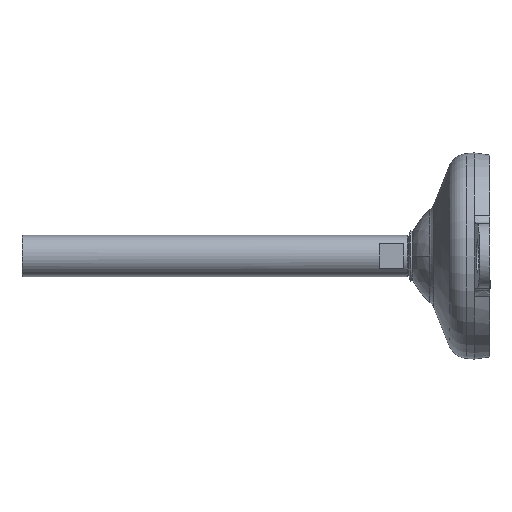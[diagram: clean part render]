
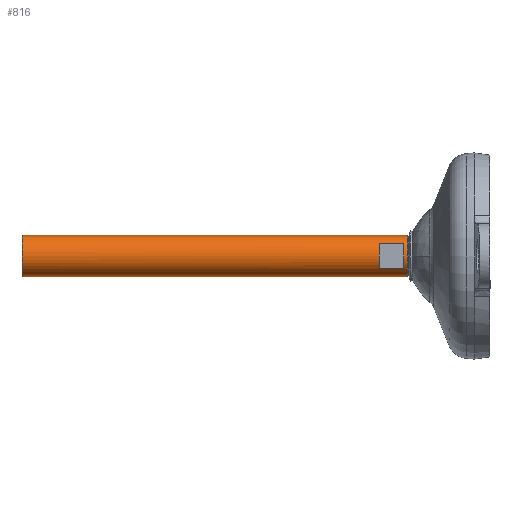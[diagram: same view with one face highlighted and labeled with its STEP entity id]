
A CAD part, left-side view. The second image highlights one B-rep face of the part: STEP entity #816.
In plain terms, the highlighted cylindrical face has radius 8 mm (diameter 16 mm), a partial arc.
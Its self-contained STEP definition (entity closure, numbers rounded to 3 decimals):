
#10 = EDGE_CURVE ( 'NONE', #667, #703, #1565, .T. ) ;
#15 = DIRECTION ( 'NONE',  ( 0., -1., 0. ) ) ;
#27 = CARTESIAN_POINT ( 'NONE',  ( -6.5, 43., -4.664 ) ) ;
#74 = CARTESIAN_POINT ( 'NONE',  ( 0., 43., 0. ) ) ;
#106 = VERTEX_POINT ( 'NONE', #302 ) ;
#109 = DIRECTION ( 'NONE',  ( 0., 0., -1. ) ) ;
#204 = EDGE_LOOP ( 'NONE', ( #214, #674, #1094, #651 ) ) ;
#212 = AXIS2_PLACEMENT_3D ( 'NONE', #1730, #1317, #109 ) ;
#214 = ORIENTED_EDGE ( 'NONE', *, *, #958, .T. ) ;
#216 = CARTESIAN_POINT ( 'NONE',  ( -6.5, 0., 4.664 ) ) ;
#266 = CIRCLE ( 'NONE', #212, 8. ) ;
#297 = CARTESIAN_POINT ( 'NONE',  ( -6.5, 33.5, -4.664 ) ) ;
#302 = CARTESIAN_POINT ( 'NONE',  ( -6.5, 33.5, 4.664 ) ) ;
#345 = EDGE_CURVE ( 'NONE', #756, #819, #1676, .T. ) ;
#393 = EDGE_LOOP ( 'NONE', ( #1659, #1403, #1074, #526 ) ) ;
#437 = CARTESIAN_POINT ( 'NONE',  ( -6.5, 0., -4.664 ) ) ;
#447 = LINE ( 'NONE', #437, #1445 ) ;
#476 = CARTESIAN_POINT ( 'NONE',  ( 0., 0., -8. ) ) ;
#513 = AXIS2_PLACEMENT_3D ( 'NONE', #1036, #1140, #1569 ) ;
#526 = ORIENTED_EDGE ( 'NONE', *, *, #1147, .F. ) ;
#539 = CIRCLE ( 'NONE', #513, 8. ) ;
#553 = FACE_BOUND ( 'NONE', #204, .T. ) ;
#560 = DIRECTION ( 'NONE',  ( 0., 0., -1. ) ) ;
#562 = CYLINDRICAL_SURFACE ( 'NONE', #1190, 8. ) ;
#584 = DIRECTION ( 'NONE',  ( 0., 0., -1. ) ) ;
#607 = CIRCLE ( 'NONE', #662, 8. ) ;
#612 = DIRECTION ( 'NONE',  ( 0., 0., 1. ) ) ;
#617 = EDGE_CURVE ( 'NONE', #106, #1412, #539, .T. ) ;
#619 = DIRECTION ( 'NONE',  ( 0., 1., 0. ) ) ;
#642 = CARTESIAN_POINT ( 'NONE',  ( 0., 181.5, -8. ) ) ;
#651 = ORIENTED_EDGE ( 'NONE', *, *, #617, .T. ) ;
#656 = VECTOR ( 'NONE', #720, 1000. ) ;
#659 = EDGE_CURVE ( 'NONE', #691, #106, #894, .T. ) ;
#662 = AXIS2_PLACEMENT_3D ( 'NONE', #1124, #15, #560 ) ;
#667 = VERTEX_POINT ( 'NONE', #1298 ) ;
#674 = ORIENTED_EDGE ( 'NONE', *, *, #1463, .T. ) ;
#691 = VERTEX_POINT ( 'NONE', #1694 ) ;
#703 = VERTEX_POINT ( 'NONE', #1687 ) ;
#720 = DIRECTION ( 'NONE',  ( 0., -1., 0. ) ) ;
#756 = VERTEX_POINT ( 'NONE', #642 ) ;
#794 = VERTEX_POINT ( 'NONE', #27 ) ;
#800 = CIRCLE ( 'NONE', #1143, 8. ) ;
#816 = ADVANCED_FACE ( 'NONE', ( #1528, #553 ), #562, .T. ) ;
#819 = VERTEX_POINT ( 'NONE', #1655 ) ;
#894 = LINE ( 'NONE', #216, #1609 ) ;
#911 = VECTOR ( 'NONE', #1464, 1000. ) ;
#954 = DIRECTION ( 'NONE',  ( 0., 1., 0. ) ) ;
#958 = EDGE_CURVE ( 'NONE', #1412, #794, #447, .T. ) ;
#1036 = CARTESIAN_POINT ( 'NONE',  ( 0., 33.5, 0. ) ) ;
#1074 = ORIENTED_EDGE ( 'NONE', *, *, #345, .T. ) ;
#1094 = ORIENTED_EDGE ( 'NONE', *, *, #659, .T. ) ;
#1124 = CARTESIAN_POINT ( 'NONE',  ( 0., 181.5, 0. ) ) ;
#1140 = DIRECTION ( 'NONE',  ( 0., -1., 0. ) ) ;
#1143 = AXIS2_PLACEMENT_3D ( 'NONE', #74, #619, #612 ) ;
#1147 = EDGE_CURVE ( 'NONE', #703, #819, #266, .T. ) ;
#1190 = AXIS2_PLACEMENT_3D ( 'NONE', #1233, #1519, #584 ) ;
#1233 = CARTESIAN_POINT ( 'NONE',  ( 0., 0., 0. ) ) ;
#1298 = CARTESIAN_POINT ( 'NONE',  ( 0., 181.5, 8. ) ) ;
#1317 = DIRECTION ( 'NONE',  ( 0., -1., 0. ) ) ;
#1400 = EDGE_CURVE ( 'NONE', #667, #756, #607, .T. ) ;
#1403 = ORIENTED_EDGE ( 'NONE', *, *, #1400, .T. ) ;
#1412 = VERTEX_POINT ( 'NONE', #297 ) ;
#1445 = VECTOR ( 'NONE', #954, 1000. ) ;
#1463 = EDGE_CURVE ( 'NONE', #794, #691, #800, .T. ) ;
#1464 = DIRECTION ( 'NONE',  ( 0., -1., 0. ) ) ;
#1519 = DIRECTION ( 'NONE',  ( 0., -1., 0. ) ) ;
#1528 = FACE_OUTER_BOUND ( 'NONE', #393, .T. ) ;
#1565 = LINE ( 'NONE', #1598, #911 ) ;
#1569 = DIRECTION ( 'NONE',  ( 0., 0., -1. ) ) ;
#1598 = CARTESIAN_POINT ( 'NONE',  ( 0., 0., 8. ) ) ;
#1609 = VECTOR ( 'NONE', #1702, 1000. ) ;
#1655 = CARTESIAN_POINT ( 'NONE',  ( 0., 32., -8. ) ) ;
#1659 = ORIENTED_EDGE ( 'NONE', *, *, #10, .F. ) ;
#1676 = LINE ( 'NONE', #476, #656 ) ;
#1687 = CARTESIAN_POINT ( 'NONE',  ( 0., 32., 8. ) ) ;
#1694 = CARTESIAN_POINT ( 'NONE',  ( -6.5, 43., 4.664 ) ) ;
#1702 = DIRECTION ( 'NONE',  ( 0., -1., 0. ) ) ;
#1730 = CARTESIAN_POINT ( 'NONE',  ( 0., 32., 0. ) ) ;
